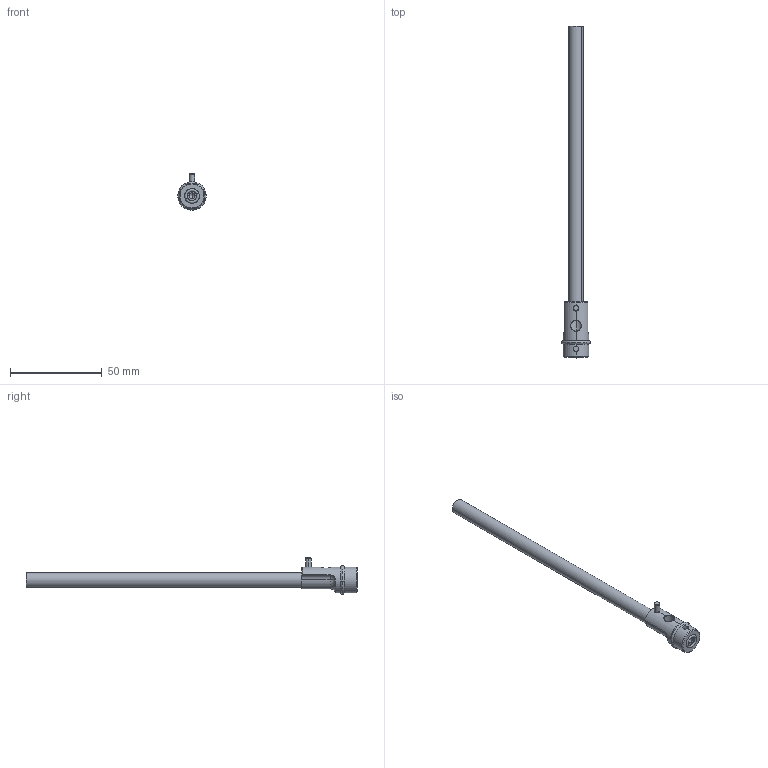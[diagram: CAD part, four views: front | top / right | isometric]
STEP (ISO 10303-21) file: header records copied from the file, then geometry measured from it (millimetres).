
FILE_DESCRIPTION (( 'STEP AP214' ), '1' );
FILE_NAME ('TB081430.STEP', '2017-02-21T15:35:09', ( '' ), ( '' ), 'SwSTEP 2.0', 'SolidWorks 2017', '' );
FILE_SCHEMA (( 'AUTOMOTIVE_DESIGN' ));
Length unit declared in the file: millimetre
Products named in the file (7): 1PCI632538_Parallel Pin ISO 8734 - 3 x 8 - A - St; jt8x1.5; TL068160; 9TB081430; jt14x2; 8TB081430; TB081430
Assembly tree (6 placements, depth 3):
  TB081430
    9TB081430
      8TB081430
      jt14x2
      jt8x1.5
      1PCI632538_Parallel Pin ISO 8734 - 3 x 8 - A - St
    TL068160
Bounding box: 15.44 x 180.51 x 19.72 mm (x, y, z)
Volume: 6401.8 mm3; surface area: 9577 mm2
Topology: 5 solids, 5 shells, 69 faces, 167 edges, 100 vertices
Faces by surface type: cylinder 28, cone 15, torus 13, plane 11, sphere 2
Entity records: 2664 total; most frequent: CARTESIAN_POINT 676, DIRECTION 378, ORIENTED_EDGE 322, AXIS2_PLACEMENT_3D 166, EDGE_CURVE 161, VERTEX_POINT 100, CIRCLE 87, EDGE_LOOP 77
